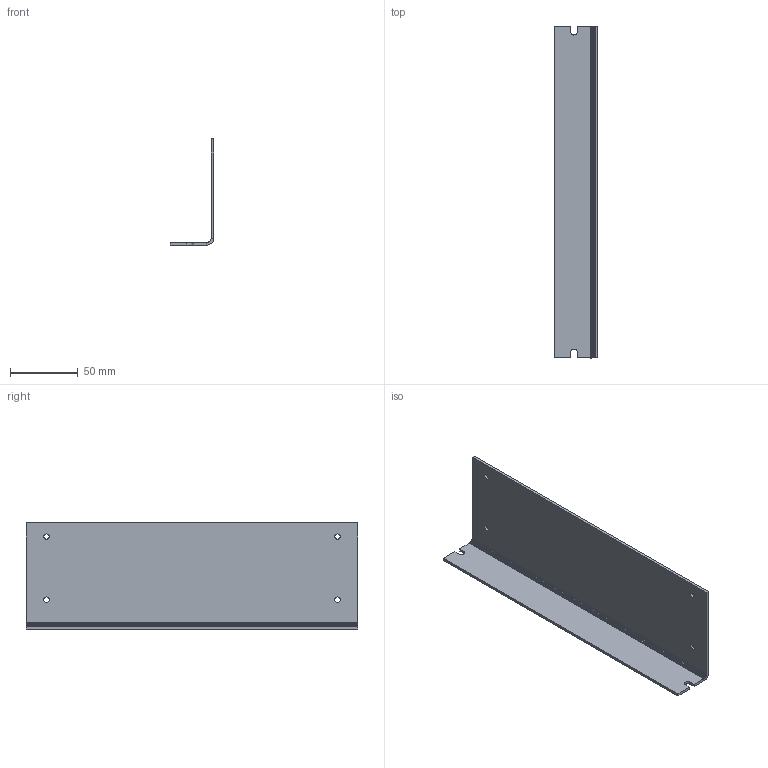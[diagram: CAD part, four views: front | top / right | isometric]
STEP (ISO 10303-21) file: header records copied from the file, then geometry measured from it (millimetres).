
FILE_DESCRIPTION(('CAx-IF Rec.Pracs.---Model Styling and Organization---1.5---2016-08-15','CAx-IF Rec.Pracs.---Geometric and Assembly Validation Properties---4.4---2016-08-17','CAx-IF Rec.Pracs.---User Defined Attributes---1.5---2016-08-15','CAx-IF Rec.Pracs.---External References---2.1---2005-01-19'),'2;1');
FILE_NAME('Equerre (32x75-L244).stp','2022-04-20T14:44:59',('Unspecified'),('Unspecified'),'CAD Exchanger 3.9.0 (cadexchanger.com)','Unspecified','');
FILE_SCHEMA(('AUTOMOTIVE_DESIGN { 1 0 10303 214 1 1 1 1 }'));
Length unit declared in the file: millimetre
Products named in the file (11): PCB; Board; Open CASCADE STEP translator 6.8 3.1.1; Free-Models; Pliage_E=2_Ri=3_H244_RGB10066329; Pl244; 5146081520; Extruded; Paroi_73mm_RGB8421504; Open_CASCADE_STEP_translator_6.8_2.1.1
Assembly tree (10 placements, depth 6):
  PCB
    Board
      Open CASCADE STEP translator 6.8 3.1.1
    Free-Models
      Pliage_E=2_Ri=3_H244_RGB10066329
        Pl244
          5146081520
            Extruded
      Paroi_73mm_RGB8421504
        Board
          Open_CASCADE_STEP_translator_6.8_2.1.1
Bounding box: 32 x 244 x 78 mm (x, y, z)
Volume: 51708.6 mm3; surface area: 55148.8 mm2
Topology: 3 solids, 3 shells, 74 faces, 204 edges, 136 vertices
Faces by surface type: plane 68, cylinder 6
Full cylindrical faces by diameter (mm): 4 x4
Entity records: 2501 total; most frequent: CARTESIAN_POINT 420, ORIENTED_EDGE 408, DIRECTION 376, EDGE_CURVE 204, LINE 192, VECTOR 192, VERTEX_POINT 136, AXIS2_PLACEMENT_3D 92
